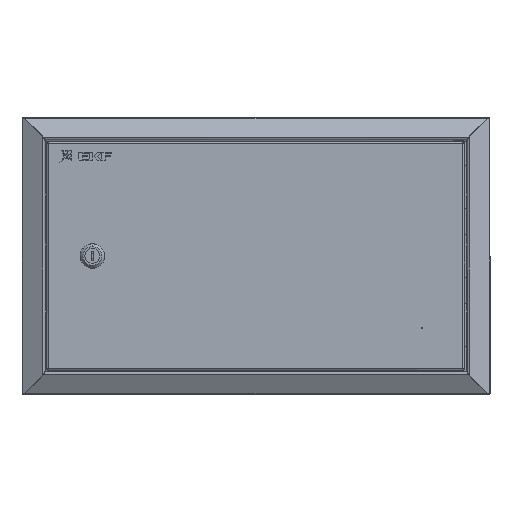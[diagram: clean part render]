
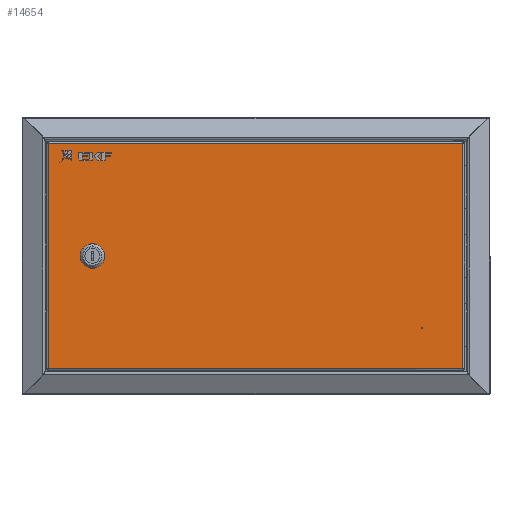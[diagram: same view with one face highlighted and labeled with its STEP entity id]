
A CAD part, top view. The second image highlights one B-rep face of the part: STEP entity #14654.
In plain terms, the highlighted face is planar.
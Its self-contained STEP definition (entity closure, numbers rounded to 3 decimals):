
#475 = CARTESIAN_POINT ( 'NONE',  ( -34.5, 111.149, -0.7 ) ) ;
#486 = FACE_BOUND ( 'NONE', #3273, .T. ) ;
#718 = EDGE_CURVE ( 'NONE', #11927, #19002, #18636, .T. ) ;
#1123 = PLANE ( 'NONE',  #24804 ) ;
#1455 = ORIENTED_EDGE ( 'NONE', *, *, #14105, .T. ) ;
#1650 = CARTESIAN_POINT ( 'NONE',  ( -352.9, 40., -0.7 ) ) ;
#3273 = EDGE_LOOP ( 'NONE', ( #19873, #25046 ) ) ;
#3532 = DIRECTION ( 'NONE',  ( 0., 0., 1. ) ) ;
#3584 = LINE ( 'NONE', #20786, #9160 ) ;
#3863 = CARTESIAN_POINT ( 'NONE',  ( -0.841, 1.7, -0.7 ) ) ;
#3983 = AXIS2_PLACEMENT_3D ( 'NONE', #18729, #4533, #21124 ) ;
#4069 = DIRECTION ( 'NONE',  ( -1., 0., 0. ) ) ;
#4533 = DIRECTION ( 'NONE',  ( 0., 0., -1. ) ) ;
#5179 = AXIS2_PLACEMENT_3D ( 'NONE', #21178, #6974, #23498 ) ;
#5558 = CIRCLE ( 'NONE', #5179, 0.5 ) ;
#6000 = CARTESIAN_POINT ( 'NONE',  ( -352.4, 40., -0.7 ) ) ;
#6258 = DIRECTION ( 'NONE',  ( -1., 0., 0. ) ) ;
#6269 = ORIENTED_EDGE ( 'NONE', *, *, #6725, .T. ) ;
#6679 = DIRECTION ( 'NONE',  ( 0., -1., 0. ) ) ;
#6725 = EDGE_CURVE ( 'NONE', #17567, #16944, #17749, .T. ) ;
#6974 = DIRECTION ( 'NONE',  ( 0., 0., -1. ) ) ;
#8645 = ORIENTED_EDGE ( 'NONE', *, *, #14695, .T. ) ;
#9160 = VECTOR ( 'NONE', #6679, 1000. ) ;
#9431 = VECTOR ( 'NONE', #13415, 1000. ) ;
#9814 = CARTESIAN_POINT ( 'NONE',  ( -1.7, 213.3, -0.7 ) ) ;
#9841 = VERTEX_POINT ( 'NONE', #25132 ) ;
#10333 = EDGE_CURVE ( 'NONE', #11784, #11927, #11671, .T. ) ;
#10511 = CARTESIAN_POINT ( 'NONE',  ( -34.5, 103.851, -0.7 ) ) ;
#10516 = CARTESIAN_POINT ( 'NONE',  ( 0., 0., -0.7 ) ) ;
#10883 = VECTOR ( 'NONE', #11305, 1000. ) ;
#11305 = DIRECTION ( 'NONE',  ( 0., 1., 0. ) ) ;
#11671 = LINE ( 'NONE', #29913, #23460 ) ;
#11784 = VERTEX_POINT ( 'NONE', #475 ) ;
#11892 = VERTEX_POINT ( 'NONE', #29129 ) ;
#11927 = VERTEX_POINT ( 'NONE', #10511 ) ;
#12269 = LINE ( 'NONE', #3863, #30280 ) ;
#12327 = EDGE_CURVE ( 'NONE', #22753, #26703, #5558, .T. ) ;
#12570 = CARTESIAN_POINT ( 'NONE',  ( -51.5, 103.851, -0.7 ) ) ;
#12997 = VERTEX_POINT ( 'NONE', #9814 ) ;
#13415 = DIRECTION ( 'NONE',  ( 1., 0., 0. ) ) ;
#13942 = EDGE_LOOP ( 'NONE', ( #1455, #19219, #6269, #8645 ) ) ;
#14105 = EDGE_CURVE ( 'NONE', #12997, #11892, #3584, .T. ) ;
#14654 = ADVANCED_FACE ( 'NONE', ( #486, #17981, #24227 ), #1123, .F. ) ;
#14695 = EDGE_CURVE ( 'NONE', #16944, #12997, #15800, .T. ) ;
#15800 = LINE ( 'NONE', #29747, #9431 ) ;
#16552 = AXIS2_PLACEMENT_3D ( 'NONE', #1650, #18271, #4069 ) ;
#16944 = VERTEX_POINT ( 'NONE', #26190 ) ;
#17272 = EDGE_CURVE ( 'NONE', #11892, #17567, #12269, .T. ) ;
#17567 = VERTEX_POINT ( 'NONE', #22214 ) ;
#17749 = LINE ( 'NONE', #22106, #23266 ) ;
#17852 = ORIENTED_EDGE ( 'NONE', *, *, #10333, .F. ) ;
#17981 = FACE_BOUND ( 'NONE', #29554, .T. ) ;
#18271 = DIRECTION ( 'NONE',  ( 0., 0., -1. ) ) ;
#18434 = CARTESIAN_POINT ( 'NONE',  ( -51.5, 111.149, -0.7 ) ) ;
#18636 = CIRCLE ( 'NONE', #22079, 9.25 ) ;
#18729 = CARTESIAN_POINT ( 'NONE',  ( -43., 107.5, -0.7 ) ) ;
#19002 = VERTEX_POINT ( 'NONE', #12570 ) ;
#19219 = ORIENTED_EDGE ( 'NONE', *, *, #17272, .T. ) ;
#19873 = ORIENTED_EDGE ( 'NONE', *, *, #22398, .F. ) ;
#20090 = DIRECTION ( 'NONE',  ( 1., 0., 0. ) ) ;
#20786 = CARTESIAN_POINT ( 'NONE',  ( -1.7, 214.159, -0.7 ) ) ;
#21124 = DIRECTION ( 'NONE',  ( -1., 0., 0. ) ) ;
#21178 = CARTESIAN_POINT ( 'NONE',  ( -352.9, 40., -0.7 ) ) ;
#21370 = ORIENTED_EDGE ( 'NONE', *, *, #718, .F. ) ;
#21445 = EDGE_CURVE ( 'NONE', #9841, #11784, #26624, .T. ) ;
#22079 = AXIS2_PLACEMENT_3D ( 'NONE', #24293, #24863, #25409 ) ;
#22106 = CARTESIAN_POINT ( 'NONE',  ( -391.2, 0.841, -0.7 ) ) ;
#22134 = DIRECTION ( 'NONE',  ( 0., 1., 0. ) ) ;
#22214 = CARTESIAN_POINT ( 'NONE',  ( -391.2, 1.7, -0.7 ) ) ;
#22398 = EDGE_CURVE ( 'NONE', #26703, #22753, #23281, .T. ) ;
#22753 = VERTEX_POINT ( 'NONE', #6000 ) ;
#23266 = VECTOR ( 'NONE', #22134, 1000. ) ;
#23281 = CIRCLE ( 'NONE', #16552, 0.5 ) ;
#23460 = VECTOR ( 'NONE', #27537, 1000. ) ;
#23498 = DIRECTION ( 'NONE',  ( -1., 0., 0. ) ) ;
#24227 = FACE_OUTER_BOUND ( 'NONE', #13942, .T. ) ;
#24293 = CARTESIAN_POINT ( 'NONE',  ( -43., 107.5, -0.7 ) ) ;
#24804 = AXIS2_PLACEMENT_3D ( 'NONE', #10516, #3532, #20090 ) ;
#24863 = DIRECTION ( 'NONE',  ( 0., 0., -1. ) ) ;
#25046 = ORIENTED_EDGE ( 'NONE', *, *, #12327, .F. ) ;
#25132 = CARTESIAN_POINT ( 'NONE',  ( -51.5, 111.149, -0.7 ) ) ;
#25409 = DIRECTION ( 'NONE',  ( -1., 0., 0. ) ) ;
#26190 = CARTESIAN_POINT ( 'NONE',  ( -391.2, 213.3, -0.7 ) ) ;
#26581 = ORIENTED_EDGE ( 'NONE', *, *, #21445, .F. ) ;
#26624 = CIRCLE ( 'NONE', #3983, 9.25 ) ;
#26703 = VERTEX_POINT ( 'NONE', #27753 ) ;
#26709 = EDGE_CURVE ( 'NONE', #19002, #9841, #29660, .T. ) ;
#26914 = ORIENTED_EDGE ( 'NONE', *, *, #26709, .F. ) ;
#27537 = DIRECTION ( 'NONE',  ( 0., -1., 0. ) ) ;
#27753 = CARTESIAN_POINT ( 'NONE',  ( -353.4, 40., -0.7 ) ) ;
#29129 = CARTESIAN_POINT ( 'NONE',  ( -1.7, 1.7, -0.7 ) ) ;
#29554 = EDGE_LOOP ( 'NONE', ( #17852, #26581, #26914, #21370 ) ) ;
#29660 = LINE ( 'NONE', #18434, #10883 ) ;
#29747 = CARTESIAN_POINT ( 'NONE',  ( -392.059, 213.3, -0.7 ) ) ;
#29913 = CARTESIAN_POINT ( 'NONE',  ( -34.5, 111.149, -0.7 ) ) ;
#30280 = VECTOR ( 'NONE', #6258, 1000. ) ;
